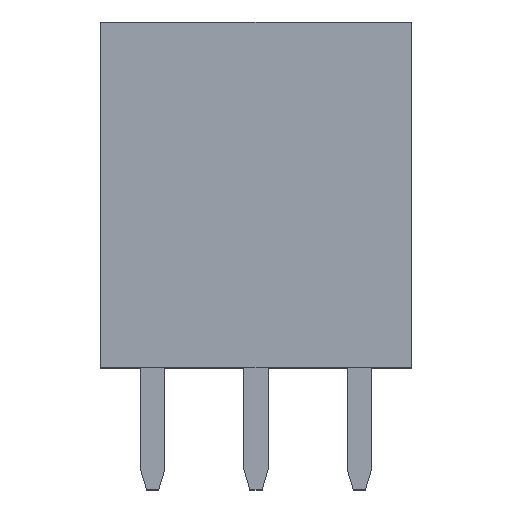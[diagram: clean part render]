
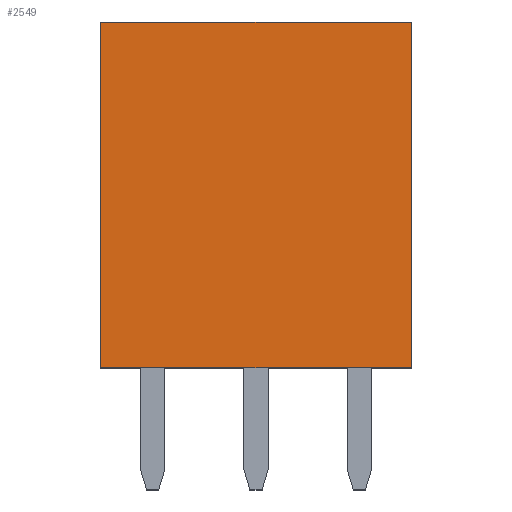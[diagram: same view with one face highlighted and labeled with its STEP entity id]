
A CAD part, top view. The second image highlights one B-rep face of the part: STEP entity #2549.
In plain terms, the highlighted planar face has unit normal (0, 0, 1).
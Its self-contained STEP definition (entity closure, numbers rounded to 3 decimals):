
#1 = VERTEX_POINT ( 'NONE', #1446 ) ;
#190 = CARTESIAN_POINT ( 'NONE',  ( 0., 0., 0. ) ) ;
#321 = VECTOR ( 'NONE', #2003, 1000. ) ;
#498 = ORIENTED_EDGE ( 'NONE', *, *, #2226, .F. ) ;
#597 = AXIS2_PLACEMENT_3D ( 'NONE', #190, #3038, #1158 ) ;
#640 = VECTOR ( 'NONE', #1443, 1000. ) ;
#701 = LINE ( 'NONE', #1668, #640 ) ;
#798 = CARTESIAN_POINT ( 'NONE',  ( 0., -0.75, 0. ) ) ;
#898 = CARTESIAN_POINT ( 'NONE',  ( 0., 7.75, 0. ) ) ;
#1023 = FACE_OUTER_BOUND ( 'NONE', #1209, .T. ) ;
#1040 = CARTESIAN_POINT ( 'NONE',  ( 0., 0., 0. ) ) ;
#1065 = LINE ( 'NONE', #2042, #2577 ) ;
#1158 = DIRECTION ( 'NONE',  ( 1., 0., 0. ) ) ;
#1209 = EDGE_LOOP ( 'NONE', ( #1899, #2520, #2478, #498 ) ) ;
#1294 = VERTEX_POINT ( 'NONE', #1430 ) ;
#1315 = LINE ( 'NONE', #2787, #2356 ) ;
#1375 = EDGE_CURVE ( 'NONE', #1378, #1750, #2235, .T. ) ;
#1378 = VERTEX_POINT ( 'NONE', #798 ) ;
#1430 = CARTESIAN_POINT ( 'NONE',  ( 7.62, -0.75, 0. ) ) ;
#1443 = DIRECTION ( 'NONE',  ( 1., 0., 0. ) ) ;
#1446 = CARTESIAN_POINT ( 'NONE',  ( 7.62, 7.75, 0. ) ) ;
#1493 = DIRECTION ( 'NONE',  ( 0., -1., 0. ) ) ;
#1668 = CARTESIAN_POINT ( 'NONE',  ( 0., -0.75, 0. ) ) ;
#1750 = VERTEX_POINT ( 'NONE', #898 ) ;
#1804 = EDGE_CURVE ( 'NONE', #1378, #1294, #701, .T. ) ;
#1899 = ORIENTED_EDGE ( 'NONE', *, *, #1375, .F. ) ;
#2003 = DIRECTION ( 'NONE',  ( 0., 1., 0. ) ) ;
#2032 = DIRECTION ( 'NONE',  ( 1., 0., 0. ) ) ;
#2042 = CARTESIAN_POINT ( 'NONE',  ( 7.62, 0., 0. ) ) ;
#2226 = EDGE_CURVE ( 'NONE', #1750, #1, #1315, .T. ) ;
#2235 = LINE ( 'NONE', #1040, #321 ) ;
#2356 = VECTOR ( 'NONE', #2032, 1000. ) ;
#2478 = ORIENTED_EDGE ( 'NONE', *, *, #2799, .F. ) ;
#2520 = ORIENTED_EDGE ( 'NONE', *, *, #1804, .T. ) ;
#2549 = ADVANCED_FACE ( 'NONE', ( #1023 ), #2954, .T. ) ;
#2577 = VECTOR ( 'NONE', #1493, 1000. ) ;
#2787 = CARTESIAN_POINT ( 'NONE',  ( 3.81, 7.75, 0. ) ) ;
#2799 = EDGE_CURVE ( 'NONE', #1, #1294, #1065, .T. ) ;
#2954 = PLANE ( 'NONE',  #597 ) ;
#3038 = DIRECTION ( 'NONE',  ( 0., 0., 1. ) ) ;
